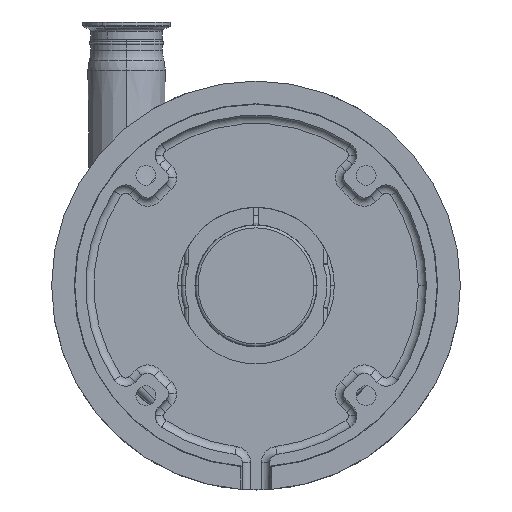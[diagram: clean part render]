
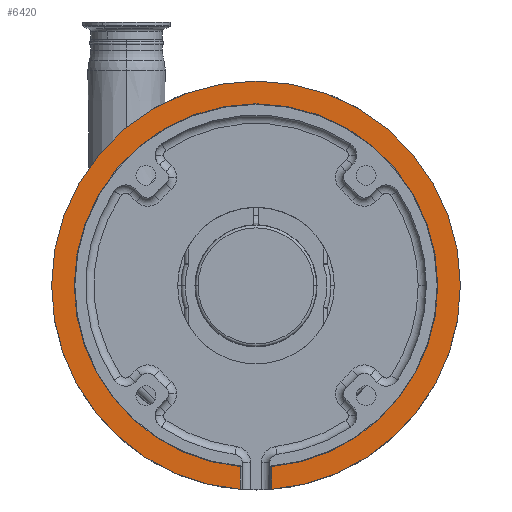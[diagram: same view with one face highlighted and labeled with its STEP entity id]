
A CAD part, top view. The second image highlights one B-rep face of the part: STEP entity #6420.
In plain terms, the highlighted planar face has unit normal (0, 0, 1).
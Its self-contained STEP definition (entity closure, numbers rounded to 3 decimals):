
#252 = AXIS2_PLACEMENT_3D ( 'NONE', #21682, #18365, #20154 ) ;
#261 = ORIENTED_EDGE ( 'NONE', *, *, #4107, .T. ) ;
#643 = AXIS2_PLACEMENT_3D ( 'NONE', #15494, #11748, #1050 ) ;
#654 = EDGE_CURVE ( 'NONE', #11873, #11152, #8196, .T. ) ;
#707 = CIRCLE ( 'NONE', #11977, 150. ) ;
#1050 = DIRECTION ( 'NONE',  ( 1., 0., 0. ) ) ;
#1261 = CARTESIAN_POINT ( 'NONE',  ( 11.528, -149.556, 197. ) ) ;
#2318 = CARTESIAN_POINT ( 'NONE',  ( -11.528, -132.851, 197. ) ) ;
#2346 = FACE_OUTER_BOUND ( 'NONE', #22113, .T. ) ;
#2688 = ORIENTED_EDGE ( 'NONE', *, *, #11622, .F. ) ;
#2835 = CIRCLE ( 'NONE', #15971, 150. ) ;
#3399 = ORIENTED_EDGE ( 'NONE', *, *, #4811, .F. ) ;
#3536 = DIRECTION ( 'NONE',  ( -1., 0., 0. ) ) ;
#4107 = EDGE_CURVE ( 'NONE', #9943, #11152, #17804, .T. ) ;
#4491 = VERTEX_POINT ( 'NONE', #14710 ) ;
#4811 = EDGE_CURVE ( 'NONE', #6865, #18106, #2835, .T. ) ;
#4910 = CARTESIAN_POINT ( 'NONE',  ( 11.528, -132.851, 197. ) ) ;
#5278 = ORIENTED_EDGE ( 'NONE', *, *, #654, .F. ) ;
#5636 = ORIENTED_EDGE ( 'NONE', *, *, #16338, .F. ) ;
#6420 = ADVANCED_FACE ( 'NONE', ( #2346 ), #18006, .T. ) ;
#6865 = VERTEX_POINT ( 'NONE', #18910 ) ;
#6902 = DIRECTION ( 'NONE',  ( 0., -1., 0. ) ) ;
#7689 = DIRECTION ( 'NONE',  ( 0., 0., -1. ) ) ;
#7936 = CARTESIAN_POINT ( 'NONE',  ( 0., 0., 197. ) ) ;
#8017 = AXIS2_PLACEMENT_3D ( 'NONE', #10141, #9194, #10721 ) ;
#8196 = LINE ( 'NONE', #15242, #18999 ) ;
#8199 = CIRCLE ( 'NONE', #14587, 133.35 ) ;
#8317 = ORIENTED_EDGE ( 'NONE', *, *, #22020, .T. ) ;
#9182 = DIRECTION ( 'NONE',  ( 0., 0., -1. ) ) ;
#9194 = DIRECTION ( 'NONE',  ( 0., 0., -1. ) ) ;
#9847 = DIRECTION ( 'NONE',  ( 0., 1., 0. ) ) ;
#9943 = VERTEX_POINT ( 'NONE', #17026 ) ;
#10141 = CARTESIAN_POINT ( 'NONE',  ( 0., 0., 197. ) ) ;
#10186 = VERTEX_POINT ( 'NONE', #2318 ) ;
#10309 = CARTESIAN_POINT ( 'NONE',  ( -11.528, -99.499, 197. ) ) ;
#10721 = DIRECTION ( 'NONE',  ( 1., 0., 0. ) ) ;
#11125 = DIRECTION ( 'NONE',  ( 1., 0., 0. ) ) ;
#11152 = VERTEX_POINT ( 'NONE', #4910 ) ;
#11622 = EDGE_CURVE ( 'NONE', #18106, #15709, #14555, .T. ) ;
#11748 = DIRECTION ( 'NONE',  ( 0., 0., -1. ) ) ;
#11873 = VERTEX_POINT ( 'NONE', #1261 ) ;
#11977 = AXIS2_PLACEMENT_3D ( 'NONE', #20205, #7689, #16860 ) ;
#12332 = ORIENTED_EDGE ( 'NONE', *, *, #13435, .F. ) ;
#12434 = VECTOR ( 'NONE', #6902, 1000. ) ;
#13435 = EDGE_CURVE ( 'NONE', #10186, #6865, #13945, .T. ) ;
#13738 = DIRECTION ( 'NONE',  ( -1., 0., 0. ) ) ;
#13945 = LINE ( 'NONE', #10309, #12434 ) ;
#14555 = CIRCLE ( 'NONE', #21753, 150. ) ;
#14587 = AXIS2_PLACEMENT_3D ( 'NONE', #7936, #16886, #11125 ) ;
#14710 = CARTESIAN_POINT ( 'NONE',  ( -133.35, 0., 197. ) ) ;
#15242 = CARTESIAN_POINT ( 'NONE',  ( 11.528, -170.402, 197. ) ) ;
#15494 = CARTESIAN_POINT ( 'NONE',  ( 0., 0., 197. ) ) ;
#15645 = CIRCLE ( 'NONE', #643, 133.35 ) ;
#15709 = VERTEX_POINT ( 'NONE', #22893 ) ;
#15971 = AXIS2_PLACEMENT_3D ( 'NONE', #21466, #9182, #3536 ) ;
#16068 = EDGE_CURVE ( 'NONE', #4491, #9943, #8199, .T. ) ;
#16338 = EDGE_CURVE ( 'NONE', #15709, #11873, #707, .T. ) ;
#16860 = DIRECTION ( 'NONE',  ( -1., 0., 0. ) ) ;
#16886 = DIRECTION ( 'NONE',  ( 0., 0., -1. ) ) ;
#17026 = CARTESIAN_POINT ( 'NONE',  ( 133.35, 0., 197. ) ) ;
#17804 = CIRCLE ( 'NONE', #8017, 133.35 ) ;
#18006 = PLANE ( 'NONE',  #252 ) ;
#18106 = VERTEX_POINT ( 'NONE', #21144 ) ;
#18365 = DIRECTION ( 'NONE',  ( 0., 0., 1. ) ) ;
#18910 = CARTESIAN_POINT ( 'NONE',  ( -11.528, -149.556, 197. ) ) ;
#18999 = VECTOR ( 'NONE', #9847, 1000. ) ;
#19698 = ORIENTED_EDGE ( 'NONE', *, *, #16068, .T. ) ;
#20154 = DIRECTION ( 'NONE',  ( 1., 0., 0. ) ) ;
#20205 = CARTESIAN_POINT ( 'NONE',  ( 0., 0., 197. ) ) ;
#21144 = CARTESIAN_POINT ( 'NONE',  ( -150., 0., 197. ) ) ;
#21329 = DIRECTION ( 'NONE',  ( 0., 0., -1. ) ) ;
#21466 = CARTESIAN_POINT ( 'NONE',  ( 0., 0., 197. ) ) ;
#21682 = CARTESIAN_POINT ( 'NONE',  ( 0., 0., 197. ) ) ;
#21753 = AXIS2_PLACEMENT_3D ( 'NONE', #22628, #21329, #13738 ) ;
#22020 = EDGE_CURVE ( 'NONE', #10186, #4491, #15645, .T. ) ;
#22113 = EDGE_LOOP ( 'NONE', ( #3399, #12332, #8317, #19698, #261, #5278, #5636, #2688 ) ) ;
#22628 = CARTESIAN_POINT ( 'NONE',  ( 0., 0., 197. ) ) ;
#22893 = CARTESIAN_POINT ( 'NONE',  ( 150., 0., 197. ) ) ;
